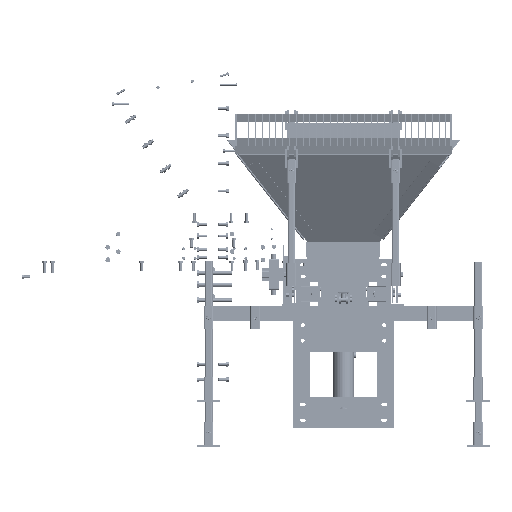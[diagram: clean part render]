
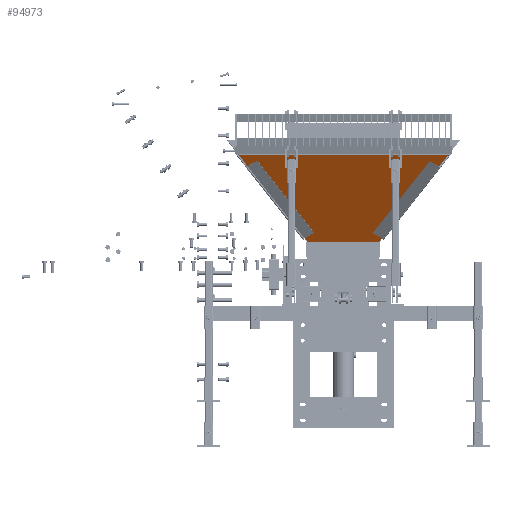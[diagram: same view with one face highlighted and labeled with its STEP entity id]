
A CAD part, front view. The second image highlights one B-rep face of the part: STEP entity #94973.
In plain terms, the highlighted face is planar.
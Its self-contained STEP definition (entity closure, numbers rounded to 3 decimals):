
#5516=CIRCLE('',#101291,12.7);
#5518=CIRCLE('',#101294,12.7);
#5520=CIRCLE('',#101297,12.7);
#5522=CIRCLE('',#101300,12.7);
#5524=CIRCLE('',#101303,12.7);
#5526=CIRCLE('',#101306,12.7);
#5528=CIRCLE('',#101309,12.7);
#5530=CIRCLE('',#101312,12.7);
#40232=VERTEX_POINT('',#152226);
#40234=VERTEX_POINT('',#152231);
#40236=VERTEX_POINT('',#152236);
#40238=VERTEX_POINT('',#152241);
#40240=VERTEX_POINT('',#152246);
#40242=VERTEX_POINT('',#152251);
#40244=VERTEX_POINT('',#152256);
#40246=VERTEX_POINT('',#152261);
#40247=VERTEX_POINT('',#152264);
#40248=VERTEX_POINT('',#152265);
#40251=VERTEX_POINT('',#152273);
#40253=VERTEX_POINT('',#152279);
#46838=VECTOR('',#118129,1.);
#46842=VECTOR('',#118134,1.);
#46845=VECTOR('',#118138,1.);
#46848=VECTOR('',#118142,1.);
#53423=LINE('',#152263,#46838);
#53427=LINE('',#152272,#46842);
#53430=LINE('',#152278,#46845);
#53433=LINE('',#152284,#46848);
#62884=EDGE_CURVE('',#40232,#40232,#5516,.T.);
#62886=EDGE_CURVE('',#40234,#40234,#5518,.T.);
#62888=EDGE_CURVE('',#40236,#40236,#5520,.T.);
#62890=EDGE_CURVE('',#40238,#40238,#5522,.T.);
#62892=EDGE_CURVE('',#40240,#40240,#5524,.T.);
#62894=EDGE_CURVE('',#40242,#40242,#5526,.T.);
#62896=EDGE_CURVE('',#40244,#40244,#5528,.T.);
#62898=EDGE_CURVE('',#40246,#40246,#5530,.T.);
#62899=EDGE_CURVE('',#40247,#40248,#53423,.T.);
#62903=EDGE_CURVE('',#40248,#40251,#53427,.T.);
#62906=EDGE_CURVE('',#40251,#40253,#53430,.T.);
#62909=EDGE_CURVE('',#40253,#40247,#53433,.T.);
#81673=ORIENTED_EDGE('',*,*,#62884,.T.);
#81674=ORIENTED_EDGE('',*,*,#62886,.T.);
#81675=ORIENTED_EDGE('',*,*,#62888,.T.);
#81676=ORIENTED_EDGE('',*,*,#62890,.T.);
#81677=ORIENTED_EDGE('',*,*,#62892,.T.);
#81678=ORIENTED_EDGE('',*,*,#62894,.T.);
#81679=ORIENTED_EDGE('',*,*,#62896,.T.);
#81680=ORIENTED_EDGE('',*,*,#62898,.T.);
#81681=ORIENTED_EDGE('',*,*,#62899,.F.);
#81682=ORIENTED_EDGE('',*,*,#62909,.F.);
#81683=ORIENTED_EDGE('',*,*,#62906,.F.);
#81684=ORIENTED_EDGE('',*,*,#62903,.F.);
#86707=EDGE_LOOP('',(#81673));
#86708=EDGE_LOOP('',(#81674));
#86709=EDGE_LOOP('',(#81675));
#86710=EDGE_LOOP('',(#81676));
#86711=EDGE_LOOP('',(#81677));
#86712=EDGE_LOOP('',(#81678));
#86713=EDGE_LOOP('',(#81679));
#86714=EDGE_LOOP('',(#81680));
#86715=EDGE_LOOP('',(#81681,#81682,#81683,#81684));
#91121=FACE_BOUND('',#86707,.T.);
#91122=FACE_BOUND('',#86708,.T.);
#91123=FACE_BOUND('',#86709,.T.);
#91124=FACE_BOUND('',#86710,.T.);
#91125=FACE_BOUND('',#86711,.T.);
#91126=FACE_BOUND('',#86712,.T.);
#91127=FACE_BOUND('',#86713,.T.);
#91128=FACE_BOUND('',#86714,.T.);
#91129=FACE_BOUND('',#86715,.T.);
#94973=ADVANCED_FACE('',(#91121,#91122,#91123,#91124,#91125,#91126,#91127,
#91128,#91129),#155597,.F.);
#101291=AXIS2_PLACEMENT_3D('',#152225,#118084,#118085);
#101294=AXIS2_PLACEMENT_3D('',#152230,#118090,#118091);
#101297=AXIS2_PLACEMENT_3D('',#152235,#118096,#118097);
#101300=AXIS2_PLACEMENT_3D('',#152240,#118102,#118103);
#101303=AXIS2_PLACEMENT_3D('',#152245,#118108,#118109);
#101306=AXIS2_PLACEMENT_3D('',#152250,#118114,#118115);
#101309=AXIS2_PLACEMENT_3D('',#152255,#118120,#118121);
#101312=AXIS2_PLACEMENT_3D('',#152260,#118126,#118127);
#101317=AXIS2_PLACEMENT_3D('',#152286,#118144,$);
#118084=DIRECTION('',(0.,1.,0.));
#118085=DIRECTION('',(0.,0.,-12.7));
#118090=DIRECTION('',(0.,1.,0.));
#118091=DIRECTION('',(0.,0.,-12.7));
#118096=DIRECTION('',(0.,1.,0.));
#118097=DIRECTION('',(0.,0.,-12.7));
#118102=DIRECTION('',(0.,1.,0.));
#118103=DIRECTION('',(0.,0.,-12.7));
#118108=DIRECTION('',(0.,1.,0.));
#118109=DIRECTION('',(0.,0.,-12.7));
#118114=DIRECTION('',(0.,1.,0.));
#118115=DIRECTION('',(0.,0.,-12.7));
#118120=DIRECTION('',(0.,1.,0.));
#118121=DIRECTION('',(0.,0.,-12.7));
#118126=DIRECTION('',(0.,1.,0.));
#118127=DIRECTION('',(0.,0.,-12.7));
#118129=DIRECTION('',(0.554,0.,0.833));
#118134=DIRECTION('',(1.,0.,0.));
#118138=DIRECTION('',(0.554,0.,-0.833));
#118142=DIRECTION('',(-1.,0.,0.));
#118144=DIRECTION('',(0.,1.,0.));
#152225=CARTESIAN_POINT('',(735.878,0.,-697.765));
#152226=CARTESIAN_POINT('',(735.878,0.,-710.465));
#152230=CARTESIAN_POINT('',(623.337,0.,-528.576));
#152231=CARTESIAN_POINT('',(623.337,0.,-541.276));
#152235=CARTESIAN_POINT('',(510.796,0.,-359.388));
#152236=CARTESIAN_POINT('',(510.796,0.,-372.088));
#152240=CARTESIAN_POINT('',(-418.505,0.,-697.765));
#152241=CARTESIAN_POINT('',(-418.505,0.,-710.465));
#152245=CARTESIAN_POINT('',(-305.964,0.,-528.576));
#152246=CARTESIAN_POINT('',(-305.964,0.,-541.276));
#152250=CARTESIAN_POINT('',(-193.423,0.,-359.388));
#152251=CARTESIAN_POINT('',(-193.423,0.,-372.088));
#152255=CARTESIAN_POINT('',(398.255,0.,-190.199));
#152256=CARTESIAN_POINT('',(398.255,0.,-202.899));
#152260=CARTESIAN_POINT('',(-80.882,0.,-190.199));
#152261=CARTESIAN_POINT('',(-80.882,0.,-202.899));
#152263=CARTESIAN_POINT('',(-0.063,0.,0.091));
#152264=CARTESIAN_POINT('',(-523.827,0.,-787.309));
#152265=CARTESIAN_POINT('',(-0.063,0.,0.091));
#152272=CARTESIAN_POINT('',(317.437,0.,0.091));
#152273=CARTESIAN_POINT('',(317.437,0.,0.091));
#152278=CARTESIAN_POINT('',(841.2,0.,-787.309));
#152279=CARTESIAN_POINT('',(841.2,0.,-787.309));
#152284=CARTESIAN_POINT('',(-523.827,0.,-787.309));
#152286=CARTESIAN_POINT('',(158.687,0.,-509.005));
#155597=PLANE('',#101317);
